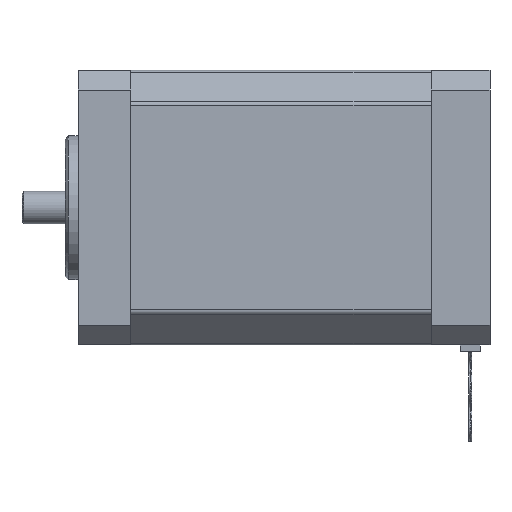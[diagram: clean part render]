
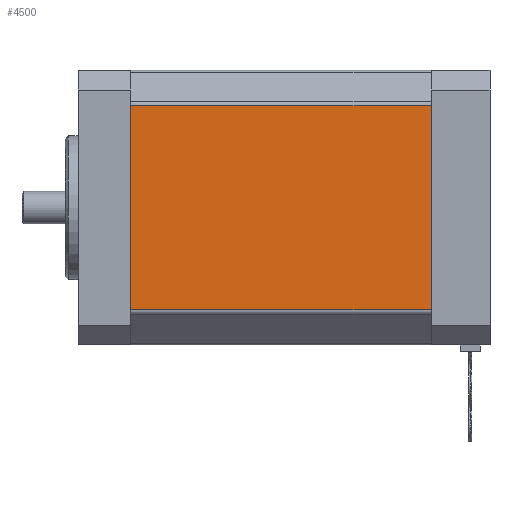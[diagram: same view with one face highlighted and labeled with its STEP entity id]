
A CAD part, front view. The second image highlights one B-rep face of the part: STEP entity #4500.
In plain terms, the highlighted planar face has unit normal (0, -1, 0).
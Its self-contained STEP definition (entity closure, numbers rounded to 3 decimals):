
#28 = ORIENTED_EDGE ( 'NONE', *, *, #2013, .T. ) ;
#636 = EDGE_CURVE ( 'NONE', #7061, #1835, #7564, .T. ) ;
#746 = CARTESIAN_POINT ( 'NONE',  ( -9., -21., 15.586 ) ) ;
#832 = LINE ( 'NONE', #3533, #2371 ) ;
#956 = ORIENTED_EDGE ( 'NONE', *, *, #636, .F. ) ;
#1074 = VERTEX_POINT ( 'NONE', #4776 ) ;
#1153 = PLANE ( 'NONE',  #4939 ) ;
#1254 = ORIENTED_EDGE ( 'NONE', *, *, #2061, .F. ) ;
#1371 = DIRECTION ( 'NONE',  ( -1., 0., 0. ) ) ;
#1659 = EDGE_CURVE ( 'NONE', #1074, #1835, #832, .T. ) ;
#1736 = ORIENTED_EDGE ( 'NONE', *, *, #1659, .T. ) ;
#1742 = VECTOR ( 'NONE', #1371, 1000. ) ;
#1751 = CARTESIAN_POINT ( 'NONE',  ( -9., -21., 21. ) ) ;
#1804 = CARTESIAN_POINT ( 'NONE',  ( -9., -21., 15.586 ) ) ;
#1835 = VERTEX_POINT ( 'NONE', #5031 ) ;
#2013 = EDGE_CURVE ( 'NONE', #7061, #6718, #7339, .T. ) ;
#2061 = EDGE_CURVE ( 'NONE', #1074, #6718, #7902, .T. ) ;
#2371 = VECTOR ( 'NONE', #7995, 1000. ) ;
#2394 = DIRECTION ( 'NONE',  ( 0., 0., -1. ) ) ;
#3134 = DIRECTION ( 'NONE',  ( 0., 0., -1. ) ) ;
#3287 = CARTESIAN_POINT ( 'NONE',  ( -9., -21., 21. ) ) ;
#3533 = CARTESIAN_POINT ( 'NONE',  ( -9., -21., -15.586 ) ) ;
#3815 = EDGE_LOOP ( 'NONE', ( #1254, #1736, #956, #28 ) ) ;
#3996 = DIRECTION ( 'NONE',  ( 0., 0., 1. ) ) ;
#4500 = ADVANCED_FACE ( 'NONE', ( #8276 ), #1153, .T. ) ;
#4590 = CARTESIAN_POINT ( 'NONE',  ( -55., -21., 21. ) ) ;
#4776 = CARTESIAN_POINT ( 'NONE',  ( -55., -21., -15.586 ) ) ;
#4939 = AXIS2_PLACEMENT_3D ( 'NONE', #3287, #7015, #3134 ) ;
#4981 = VECTOR ( 'NONE', #3996, 1000. ) ;
#5031 = CARTESIAN_POINT ( 'NONE',  ( -9., -21., -15.586 ) ) ;
#5205 = CARTESIAN_POINT ( 'NONE',  ( -55., -21., 15.586 ) ) ;
#6718 = VERTEX_POINT ( 'NONE', #5205 ) ;
#7015 = DIRECTION ( 'NONE',  ( 0., -1., 0. ) ) ;
#7061 = VERTEX_POINT ( 'NONE', #1804 ) ;
#7339 = LINE ( 'NONE', #746, #1742 ) ;
#7564 = LINE ( 'NONE', #1751, #7772 ) ;
#7772 = VECTOR ( 'NONE', #2394, 1000. ) ;
#7902 = LINE ( 'NONE', #4590, #4981 ) ;
#7995 = DIRECTION ( 'NONE',  ( 1., 0., 0. ) ) ;
#8276 = FACE_OUTER_BOUND ( 'NONE', #3815, .T. ) ;
